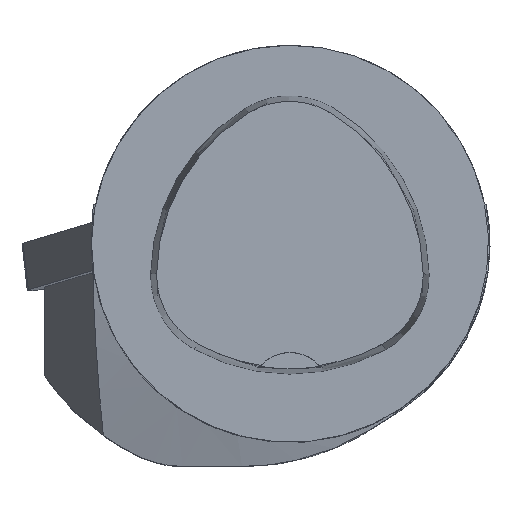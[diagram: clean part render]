
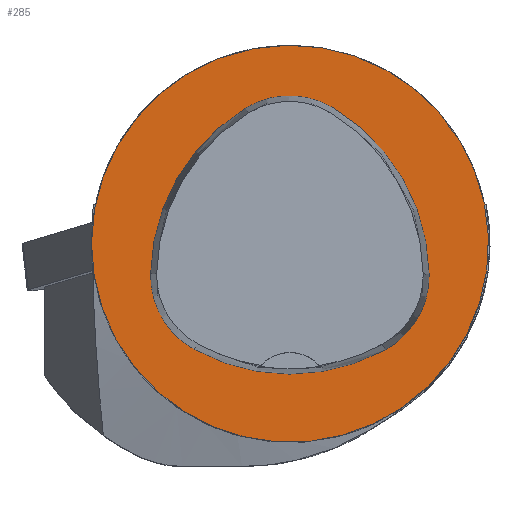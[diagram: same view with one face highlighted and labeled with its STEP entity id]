
A CAD part, top view. The second image highlights one B-rep face of the part: STEP entity #285.
In plain terms, the highlighted planar face has unit normal (0, 0, 1).
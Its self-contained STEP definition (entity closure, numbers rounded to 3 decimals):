
#285=ADVANCED_FACE('',(#697,#698),#361,.T.);
#361=PLANE('',#1924);
#697=FACE_BOUND('',#743,.T.);
#698=FACE_BOUND('',#744,.T.);
#743=EDGE_LOOP('',(#1008,#1009,#1010,#1011,#1012,#1013));
#744=EDGE_LOOP('',(#1014));
#1008=ORIENTED_EDGE('',*,*,#1593,.T.);
#1009=ORIENTED_EDGE('',*,*,#1573,.T.);
#1010=ORIENTED_EDGE('',*,*,#1577,.T.);
#1011=ORIENTED_EDGE('',*,*,#1580,.T.);
#1012=ORIENTED_EDGE('',*,*,#1583,.T.);
#1013=ORIENTED_EDGE('',*,*,#1591,.T.);
#1014=ORIENTED_EDGE('',*,*,#1548,.F.);
#1369=VERTEX_POINT('',#2772);
#1386=VERTEX_POINT('',#2869);
#1387=VERTEX_POINT('',#2870);
#1390=VERTEX_POINT('',#2878);
#1392=VERTEX_POINT('',#2884);
#1394=VERTEX_POINT('',#2890);
#1401=VERTEX_POINT('',#2911);
#1548=EDGE_CURVE('',#1369,#1369,#1716,.T.);
#1573=EDGE_CURVE('',#1386,#1387,#1722,.T.);
#1577=EDGE_CURVE('',#1387,#1390,#1724,.T.);
#1580=EDGE_CURVE('',#1390,#1392,#1726,.T.);
#1583=EDGE_CURVE('',#1392,#1394,#1728,.T.);
#1591=EDGE_CURVE('',#1394,#1401,#1732,.T.);
#1593=EDGE_CURVE('',#1401,#1386,#1734,.T.);
#1716=CIRCLE('',#1887,20.);
#1722=CIRCLE('',#1902,20.);
#1724=CIRCLE('',#1905,8.5);
#1726=CIRCLE('',#1908,20.);
#1728=CIRCLE('',#1911,8.5);
#1732=CIRCLE('',#1916,20.);
#1734=CIRCLE('',#1919,8.5);
#1887=AXIS2_PLACEMENT_3D('',#2771,#2188,#2189);
#1902=AXIS2_PLACEMENT_3D('',#2868,#2221,#2222);
#1905=AXIS2_PLACEMENT_3D('',#2877,#2229,#2230);
#1908=AXIS2_PLACEMENT_3D('',#2883,#2236,#2237);
#1911=AXIS2_PLACEMENT_3D('',#2889,#2243,#2244);
#1916=AXIS2_PLACEMENT_3D('',#2912,#2255,#2256);
#1919=AXIS2_PLACEMENT_3D('',#2915,#2261,#2262);
#1924=AXIS2_PLACEMENT_3D('',#2920,#2271,#2272);
#2188=DIRECTION('',(0.,0.,-1.));
#2189=DIRECTION('',(-1.,0.,0.));
#2221=DIRECTION('',(0.,0.,-1.));
#2222=DIRECTION('',(-1.,0.,0.));
#2229=DIRECTION('',(0.,0.,-1.));
#2230=DIRECTION('',(-1.,0.,0.));
#2236=DIRECTION('',(0.,0.,-1.));
#2237=DIRECTION('',(-1.,0.,0.));
#2243=DIRECTION('',(0.,0.,-1.));
#2244=DIRECTION('',(-1.,0.,0.));
#2255=DIRECTION('',(0.,0.,-1.));
#2256=DIRECTION('',(-1.,0.,0.));
#2261=DIRECTION('',(0.,0.,-1.));
#2262=DIRECTION('',(-1.,0.,0.));
#2271=DIRECTION('',(0.,0.,1.));
#2272=DIRECTION('',(1.,0.,0.));
#2771=CARTESIAN_POINT('',(0.,0.,0.));
#2772=CARTESIAN_POINT('',(-20.,0.,0.));
#2868=CARTESIAN_POINT('',(5.955,-3.414,0.));
#2869=CARTESIAN_POINT('',(-14.041,-3.042,0.));
#2870=CARTESIAN_POINT('',(-4.472,13.653,0.));
#2877=CARTESIAN_POINT('',(-0.04,6.4,0.));
#2878=CARTESIAN_POINT('',(4.347,13.68,0.));
#2883=CARTESIAN_POINT('',(-5.976,-3.45,0.));
#2884=CARTESIAN_POINT('',(14.021,-3.075,0.));
#2889=CARTESIAN_POINT('',(5.522,-3.235,0.));
#2890=CARTESIAN_POINT('',(9.588,-10.699,0.));
#2911=CARTESIAN_POINT('',(-9.655,-10.639,0.));
#2912=CARTESIAN_POINT('',(0.022,6.864,0.));
#2915=CARTESIAN_POINT('',(-5.543,-3.2,0.));
#2920=CARTESIAN_POINT('',(0.,0.,0.));
